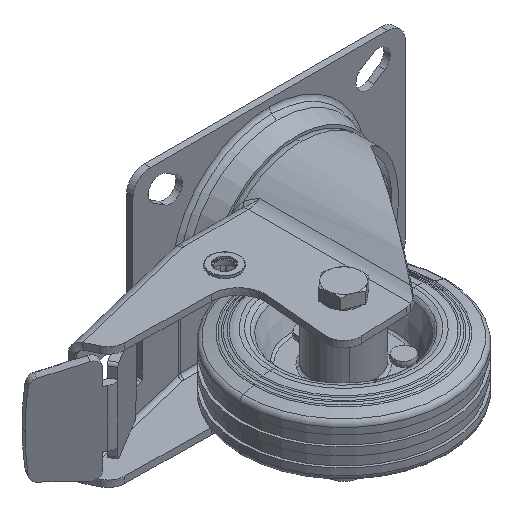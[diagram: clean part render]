
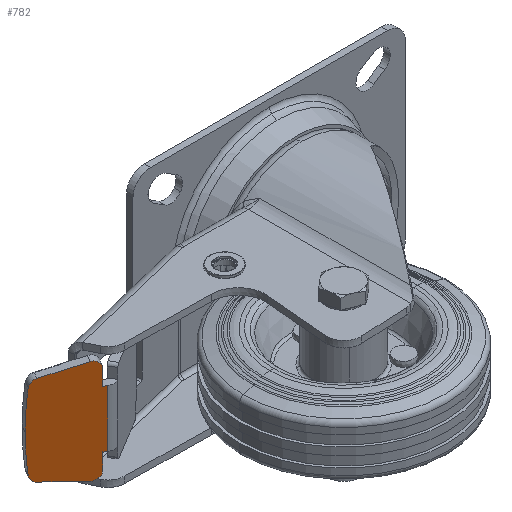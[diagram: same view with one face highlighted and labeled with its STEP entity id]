
A CAD part, isometric view. The second image highlights one B-rep face of the part: STEP entity #782.
In plain terms, the highlighted planar face has unit normal (-0.484, -0.875, 0).
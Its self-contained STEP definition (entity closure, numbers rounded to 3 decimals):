
#782=ADVANCED_FACE('',(#2032),#2033,.T.);
#2032=FACE_OUTER_BOUND('',#21997,.T.);
#2033=PLANE('',#21998);
#21997=EDGE_LOOP('',(#28637,#28638,#28639,#28640,#28641,#28642,#28643,#28644,#28645,#28646,#28647,#28648,#28649));
#21998=AXIS2_PLACEMENT_3D('',#28650,#28651,#28652);
#28637=ORIENTED_EDGE('',*,*,#30418,.T.);
#28638=ORIENTED_EDGE('',*,*,#30334,.T.);
#28639=ORIENTED_EDGE('',*,*,#30337,.T.);
#28640=ORIENTED_EDGE('',*,*,#30340,.T.);
#28641=ORIENTED_EDGE('',*,*,#30344,.T.);
#28642=ORIENTED_EDGE('',*,*,#30346,.T.);
#28643=ORIENTED_EDGE('',*,*,#30419,.T.);
#28644=ORIENTED_EDGE('',*,*,#30372,.T.);
#28645=ORIENTED_EDGE('',*,*,#30375,.T.);
#28646=ORIENTED_EDGE('',*,*,#30225,.T.);
#28647=ORIENTED_EDGE('',*,*,#30377,.T.);
#28648=ORIENTED_EDGE('',*,*,#30380,.T.);
#28649=ORIENTED_EDGE('',*,*,#30417,.T.);
#28650=CARTESIAN_POINT('',(-79.895,24.422,-17.0));
#28651=DIRECTION('',(-0.484,-0.875,0.));
#28652=DIRECTION('',(-0.875,0.484,0.0));
#30225=EDGE_CURVE('',#32545,#32542,#32546,.T.);
#30334=EDGE_CURVE('',#32729,#32726,#32730,.T.);
#30337=EDGE_CURVE('',#32726,#32734,#32735,.T.);
#30340=EDGE_CURVE('',#32734,#32738,#32739,.T.);
#30344=EDGE_CURVE('',#32738,#32743,#32745,.T.);
#30346=EDGE_CURVE('',#32743,#32746,#32749,.T.);
#30372=EDGE_CURVE('',#32798,#32796,#32799,.T.);
#30375=EDGE_CURVE('',#32796,#32545,#32802,.T.);
#30377=EDGE_CURVE('',#32542,#32803,#32805,.T.);
#30380=EDGE_CURVE('',#32803,#32808,#32810,.T.);
#30417=EDGE_CURVE('',#32808,#32863,#32865,.T.);
#30418=EDGE_CURVE('',#32863,#32729,#32866,.T.);
#30419=EDGE_CURVE('',#32746,#32798,#32867,.T.);
#32542=VERTEX_POINT('',#48113);
#32545=VERTEX_POINT('',#48117);
#32546=CIRCLE('',#48118,120.0);
#32726=VERTEX_POINT('',#48561);
#32729=VERTEX_POINT('',#48565);
#32730=LINE('',#48566,#48567);
#32734=VERTEX_POINT('',#48573);
#32735=LINE('',#48574,#48575);
#32738=VERTEX_POINT('',#48579);
#32739=LINE('',#48580,#48581);
#32743=VERTEX_POINT('',#48586);
#32745=LINE('',#48589,#48590);
#32746=VERTEX_POINT('',#48591);
#32749=LINE('',#48595,#48596);
#32796=VERTEX_POINT('',#48665);
#32798=VERTEX_POINT('',#48668);
#32799=LINE('',#48669,#48670);
#32802=CIRCLE('',#48674,3.);
#32803=VERTEX_POINT('',#48675);
#32805=CIRCLE('',#48678,120.0);
#32808=VERTEX_POINT('',#48681);
#32810=CIRCLE('',#48684,3.);
#32863=VERTEX_POINT('',#48772);
#32865=LINE('',#48775,#48776);
#32866=CIRCLE('',#48777,3.0);
#32867=CIRCLE('',#48778,3.0);
#48113=CARTESIAN_POINT('',(-96.521,33.618,0.));
#48117=CARTESIAN_POINT('',(-95.73,33.181,14.702));
#48118=AXIS2_PLACEMENT_3D('',#53736,#53737,#53738);
#48561=CARTESIAN_POINT('',(-77.27,22.97,-11.0));
#48565=CARTESIAN_POINT('',(-77.27,22.97,-17.0));
#48566=CARTESIAN_POINT('',(-77.27,22.97,-17.0));
#48567=VECTOR('',#53883,1000.0);
#48573=CARTESIAN_POINT('',(-76.025,22.281,-11.0));
#48574=CARTESIAN_POINT('',(-77.27,22.97,-11.0));
#48575=VECTOR('',#53886,1000.0);
#48579=CARTESIAN_POINT('',(-76.025,22.281,11.0));
#48580=CARTESIAN_POINT('',(-76.025,22.281,-17.0));
#48581=VECTOR('',#53891,1000.0);
#48586=CARTESIAN_POINT('',(-77.27,22.97,11.0));
#48589=CARTESIAN_POINT('',(-76.025,22.281,11.0));
#48590=VECTOR('',#53897,1000.0);
#48591=CARTESIAN_POINT('',(-77.27,22.97,17.0));
#48595=CARTESIAN_POINT('',(-77.27,22.97,-17.0));
#48596=VECTOR('',#53899,1000.0);
#48665=CARTESIAN_POINT('',(-93.58,31.992,17.289));
#48668=CARTESIAN_POINT('',(-80.351,24.674,19.954));
#48669=CARTESIAN_POINT('',(-80.351,24.674,19.954));
#48670=VECTOR('',#53929,1000.0);
#48674=AXIS2_PLACEMENT_3D('',#53934,#53935,#53936);
#48675=CARTESIAN_POINT('',(-95.73,33.181,-14.702));
#48678=AXIS2_PLACEMENT_3D('',#53938,#53939,#53940);
#48681=CARTESIAN_POINT('',(-93.58,31.992,-17.289));
#48684=AXIS2_PLACEMENT_3D('',#53945,#53946,#53947);
#48772=CARTESIAN_POINT('',(-80.351,24.674,-19.954));
#48775=CARTESIAN_POINT('',(-93.58,31.992,-17.289));
#48776=VECTOR('',#53984,1000.0);
#48777=AXIS2_PLACEMENT_3D('',#53985,#53986,#53987);
#48778=AXIS2_PLACEMENT_3D('',#53988,#53989,#53990);
#53736=CARTESIAN_POINT('',(8.486,-24.465,0.));
#53737=DIRECTION('',(-0.484,-0.875,0.));
#53738=DIRECTION('',(0.875,-0.484,0.));
#53883=DIRECTION('',(0.,0.,1.0));
#53886=DIRECTION('',(0.875,-0.484,0.));
#53891=DIRECTION('',(0.,0.,1.0));
#53897=DIRECTION('',(-0.875,0.484,0.));
#53899=DIRECTION('',(0.,0.,1.0));
#53929=DIRECTION('',(-0.862,0.477,-0.174));
#53934=CARTESIAN_POINT('',(-93.124,31.739,14.334));
#53935=DIRECTION('',(-0.484,-0.875,0.));
#53936=DIRECTION('',(0.875,-0.484,0.));
#53938=CARTESIAN_POINT('',(8.486,-24.465,0.));
#53939=DIRECTION('',(-0.484,-0.875,0.));
#53940=DIRECTION('',(0.875,-0.484,0.));
#53945=CARTESIAN_POINT('',(-93.124,31.739,-14.334));
#53946=DIRECTION('',(-0.484,-0.875,0.));
#53947=DIRECTION('',(0.875,-0.484,0.));
#53984=DIRECTION('',(0.862,-0.477,-0.174));
#53985=CARTESIAN_POINT('',(-79.895,24.422,-17.0));
#53986=DIRECTION('',(-0.484,-0.875,0.));
#53987=DIRECTION('',(0.875,-0.484,0.));
#53988=CARTESIAN_POINT('',(-79.895,24.422,17.0));
#53989=DIRECTION('',(-0.484,-0.875,0.));
#53990=DIRECTION('',(0.875,-0.484,0.));
